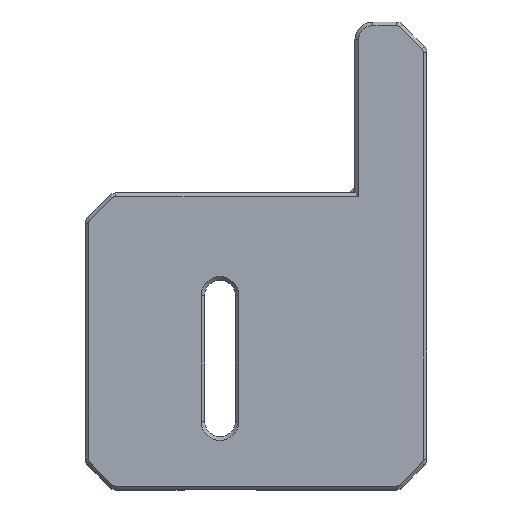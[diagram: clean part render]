
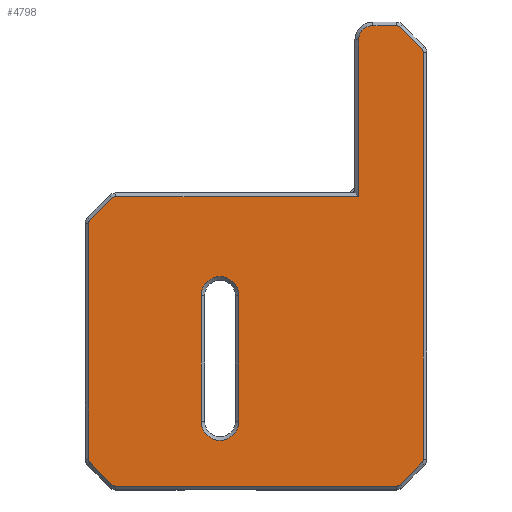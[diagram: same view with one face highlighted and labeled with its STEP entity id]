
A CAD part, top view. The second image highlights one B-rep face of the part: STEP entity #4798.
In plain terms, the highlighted planar face has unit normal (0, 0, 1).
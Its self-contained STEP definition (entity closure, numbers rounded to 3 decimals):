
#39=FACE_BOUND('',#823,.T.);
#326=CIRCLE('',#5235,2.1);
#328=CIRCLE('',#5239,2.1);
#329=CIRCLE('',#5242,0.6);
#330=CIRCLE('',#5243,0.6);
#331=CIRCLE('',#5244,0.6);
#332=CIRCLE('',#5245,0.6);
#333=CIRCLE('',#5246,0.6);
#334=CIRCLE('',#5247,0.6);
#335=CIRCLE('',#5248,0.6);
#336=CIRCLE('',#5249,0.6);
#337=CIRCLE('',#5250,1.6);
#544=FACE_OUTER_BOUND('',#822,.T.);
#822=EDGE_LOOP('',(#3944,#3945,#3946,#3947,#3948,#3949,#3950,#3951,#3952,
#3953,#3954,#3955,#3956,#3957,#3958,#3959,#3960,#3961,#3962));
#823=EDGE_LOOP('',(#3963,#3964,#3965,#3966));
#1314=LINE('',#8204,#1787);
#1318=LINE('',#8215,#1791);
#1321=LINE('',#8224,#1794);
#1322=LINE('',#8226,#1795);
#1323=LINE('',#8230,#1796);
#1324=LINE('',#8234,#1797);
#1325=LINE('',#8238,#1798);
#1326=LINE('',#8242,#1799);
#1327=LINE('',#8246,#1800);
#1328=LINE('',#8250,#1801);
#1329=LINE('',#8254,#1802);
#1330=LINE('',#8258,#1803);
#1787=VECTOR('',#6393,10.);
#1791=VECTOR('',#6405,10.);
#1794=VECTOR('',#6416,10.);
#1795=VECTOR('',#6417,10.);
#1796=VECTOR('',#6420,10.);
#1797=VECTOR('',#6423,10.);
#1798=VECTOR('',#6426,10.);
#1799=VECTOR('',#6429,10.);
#1800=VECTOR('',#6432,10.);
#1801=VECTOR('',#6435,10.);
#1802=VECTOR('',#6438,10.);
#1803=VECTOR('',#6441,10.);
#2271=VERTEX_POINT('',#8201);
#2272=VERTEX_POINT('',#8203);
#2274=VERTEX_POINT('',#8208);
#2275=VERTEX_POINT('',#8213);
#2276=VERTEX_POINT('',#8222);
#2277=VERTEX_POINT('',#8223);
#2278=VERTEX_POINT('',#8225);
#2279=VERTEX_POINT('',#8227);
#2280=VERTEX_POINT('',#8229);
#2281=VERTEX_POINT('',#8231);
#2282=VERTEX_POINT('',#8233);
#2283=VERTEX_POINT('',#8235);
#2284=VERTEX_POINT('',#8237);
#2285=VERTEX_POINT('',#8239);
#2286=VERTEX_POINT('',#8241);
#2287=VERTEX_POINT('',#8243);
#2288=VERTEX_POINT('',#8245);
#2289=VERTEX_POINT('',#8247);
#2290=VERTEX_POINT('',#8249);
#2291=VERTEX_POINT('',#8251);
#2292=VERTEX_POINT('',#8253);
#2293=VERTEX_POINT('',#8255);
#2294=VERTEX_POINT('',#8257);
#2884=EDGE_CURVE('',#2271,#2272,#1314,.T.);
#2887=EDGE_CURVE('',#2274,#2271,#326,.T.);
#2890=EDGE_CURVE('',#2275,#2274,#1318,.T.);
#2892=EDGE_CURVE('',#2272,#2275,#328,.T.);
#2894=EDGE_CURVE('',#2276,#2277,#1321,.T.);
#2895=EDGE_CURVE('',#2278,#2276,#1322,.T.);
#2896=EDGE_CURVE('',#2279,#2278,#329,.T.);
#2897=EDGE_CURVE('',#2280,#2279,#1323,.T.);
#2898=EDGE_CURVE('',#2281,#2280,#330,.T.);
#2899=EDGE_CURVE('',#2282,#2281,#1324,.T.);
#2900=EDGE_CURVE('',#2283,#2282,#331,.T.);
#2901=EDGE_CURVE('',#2284,#2283,#1325,.T.);
#2902=EDGE_CURVE('',#2285,#2284,#332,.T.);
#2903=EDGE_CURVE('',#2286,#2285,#1326,.T.);
#2904=EDGE_CURVE('',#2287,#2286,#333,.T.);
#2905=EDGE_CURVE('',#2288,#2287,#1327,.T.);
#2906=EDGE_CURVE('',#2289,#2288,#334,.T.);
#2907=EDGE_CURVE('',#2290,#2289,#1328,.T.);
#2908=EDGE_CURVE('',#2291,#2290,#335,.T.);
#2909=EDGE_CURVE('',#2292,#2291,#1329,.T.);
#2910=EDGE_CURVE('',#2293,#2292,#336,.T.);
#2911=EDGE_CURVE('',#2294,#2293,#1330,.T.);
#2912=EDGE_CURVE('',#2277,#2294,#337,.T.);
#3944=ORIENTED_EDGE('',*,*,#2894,.F.);
#3945=ORIENTED_EDGE('',*,*,#2895,.F.);
#3946=ORIENTED_EDGE('',*,*,#2896,.F.);
#3947=ORIENTED_EDGE('',*,*,#2897,.F.);
#3948=ORIENTED_EDGE('',*,*,#2898,.F.);
#3949=ORIENTED_EDGE('',*,*,#2899,.F.);
#3950=ORIENTED_EDGE('',*,*,#2900,.F.);
#3951=ORIENTED_EDGE('',*,*,#2901,.F.);
#3952=ORIENTED_EDGE('',*,*,#2902,.F.);
#3953=ORIENTED_EDGE('',*,*,#2903,.F.);
#3954=ORIENTED_EDGE('',*,*,#2904,.F.);
#3955=ORIENTED_EDGE('',*,*,#2905,.F.);
#3956=ORIENTED_EDGE('',*,*,#2906,.F.);
#3957=ORIENTED_EDGE('',*,*,#2907,.F.);
#3958=ORIENTED_EDGE('',*,*,#2908,.F.);
#3959=ORIENTED_EDGE('',*,*,#2909,.F.);
#3960=ORIENTED_EDGE('',*,*,#2910,.F.);
#3961=ORIENTED_EDGE('',*,*,#2911,.F.);
#3962=ORIENTED_EDGE('',*,*,#2912,.F.);
#3963=ORIENTED_EDGE('',*,*,#2884,.F.);
#3964=ORIENTED_EDGE('',*,*,#2887,.F.);
#3965=ORIENTED_EDGE('',*,*,#2890,.F.);
#3966=ORIENTED_EDGE('',*,*,#2892,.F.);
#4617=PLANE('',#5241);
#4798=ADVANCED_FACE('',(#544,#39),#4617,.T.);
#5235=AXIS2_PLACEMENT_3D('',#8210,#6398,#6399);
#5239=AXIS2_PLACEMENT_3D('',#8218,#6409,#6410);
#5241=AXIS2_PLACEMENT_3D('',#8221,#6414,#6415);
#5242=AXIS2_PLACEMENT_3D('',#8228,#6418,#6419);
#5243=AXIS2_PLACEMENT_3D('',#8232,#6421,#6422);
#5244=AXIS2_PLACEMENT_3D('',#8236,#6424,#6425);
#5245=AXIS2_PLACEMENT_3D('',#8240,#6427,#6428);
#5246=AXIS2_PLACEMENT_3D('',#8244,#6430,#6431);
#5247=AXIS2_PLACEMENT_3D('',#8248,#6433,#6434);
#5248=AXIS2_PLACEMENT_3D('',#8252,#6436,#6437);
#5249=AXIS2_PLACEMENT_3D('',#8256,#6439,#6440);
#5250=AXIS2_PLACEMENT_3D('',#8259,#6442,#6443);
#6393=DIRECTION('',(0.,1.,0.));
#6398=DIRECTION('center_axis',(0.,0.,1.));
#6399=DIRECTION('ref_axis',(1.,0.,0.));
#6405=DIRECTION('',(0.,-1.,0.));
#6409=DIRECTION('center_axis',(0.,0.,1.));
#6410=DIRECTION('ref_axis',(1.,0.,0.));
#6414=DIRECTION('center_axis',(0.,0.,1.));
#6415=DIRECTION('ref_axis',(1.,0.,0.));
#6416=DIRECTION('',(0.,1.,0.));
#6417=DIRECTION('',(1.,0.,0.));
#6418=DIRECTION('center_axis',(0.,0.,-1.));
#6419=DIRECTION('ref_axis',(-0.383,0.924,0.));
#6420=DIRECTION('',(0.707,0.707,0.));
#6421=DIRECTION('center_axis',(0.,0.,-1.));
#6422=DIRECTION('ref_axis',(-0.924,0.383,0.));
#6423=DIRECTION('',(0.,1.,0.));
#6424=DIRECTION('center_axis',(0.,0.,-1.));
#6425=DIRECTION('ref_axis',(-0.924,-0.383,0.));
#6426=DIRECTION('',(-0.707,0.707,0.));
#6427=DIRECTION('center_axis',(0.,0.,-1.));
#6428=DIRECTION('ref_axis',(-0.383,-0.924,0.));
#6429=DIRECTION('',(-1.,0.,0.));
#6430=DIRECTION('center_axis',(0.,0.,-1.));
#6431=DIRECTION('ref_axis',(0.383,-0.924,0.));
#6432=DIRECTION('',(-0.707,-0.707,0.));
#6433=DIRECTION('center_axis',(0.,0.,-1.));
#6434=DIRECTION('ref_axis',(0.924,-0.383,0.));
#6435=DIRECTION('',(0.,-1.,0.));
#6436=DIRECTION('center_axis',(0.,0.,-1.));
#6437=DIRECTION('ref_axis',(0.924,0.383,0.));
#6438=DIRECTION('',(0.707,-0.707,0.));
#6439=DIRECTION('center_axis',(0.,0.,-1.));
#6440=DIRECTION('ref_axis',(0.383,0.924,0.));
#6441=DIRECTION('',(1.,0.,0.));
#6442=DIRECTION('center_axis',(0.,0.,-1.));
#6443=DIRECTION('ref_axis',(-0.707,0.707,0.));
#8201=CARTESIAN_POINT('',(2.1,-8.9,13.));
#8203=CARTESIAN_POINT('',(2.1,5.1,13.));
#8204=CARTESIAN_POINT('',(2.1,2.55,13.));
#8208=CARTESIAN_POINT('',(-2.1,-8.9,13.));
#8210=CARTESIAN_POINT('Origin',(0.,-8.9,13.));
#8213=CARTESIAN_POINT('',(-2.1,5.1,13.));
#8215=CARTESIAN_POINT('',(-2.1,-4.45,13.));
#8218=CARTESIAN_POINT('Origin',(0.,5.1,13.));
#8221=CARTESIAN_POINT('Origin',(0.,0.,
13.));
#8222=CARTESIAN_POINT('',(15.4,16.1,13.));
#8223=CARTESIAN_POINT('',(15.4,33.5,13.));
#8224=CARTESIAN_POINT('',(15.4,-8.25,13.));
#8225=CARTESIAN_POINT('',(-11.586,16.1,13.));
#8226=CARTESIAN_POINT('',(7.5,16.1,13.));
#8227=CARTESIAN_POINT('',(-12.01,15.924,13.));
#8228=CARTESIAN_POINT('Origin',(-11.586,15.5,13.));
#8229=CARTESIAN_POINT('',(-14.424,13.51,13.));
#8230=CARTESIAN_POINT('',(-13.592,14.342,13.));
#8231=CARTESIAN_POINT('',(-14.6,13.086,13.));
#8232=CARTESIAN_POINT('Origin',(-14.,13.086,13.));
#8233=CARTESIAN_POINT('',(-14.6,-13.086,13.));
#8234=CARTESIAN_POINT('',(-14.6,8.25,13.));
#8235=CARTESIAN_POINT('',(-14.424,-13.51,13.));
#8236=CARTESIAN_POINT('Origin',(-14.,-13.086,13.));
#8237=CARTESIAN_POINT('',(-12.01,-15.924,13.));
#8238=CARTESIAN_POINT('',(-13.592,-14.342,13.));
#8239=CARTESIAN_POINT('',(-11.586,-16.1,13.));
#8240=CARTESIAN_POINT('Origin',(-11.586,-15.5,13.));
#8241=CARTESIAN_POINT('',(19.586,-16.1,13.));
#8242=CARTESIAN_POINT('',(-7.5,-16.1,13.));
#8243=CARTESIAN_POINT('',(20.01,-15.924,13.));
#8244=CARTESIAN_POINT('Origin',(19.586,-15.5,13.));
#8245=CARTESIAN_POINT('',(22.424,-13.51,13.));
#8246=CARTESIAN_POINT('',(19.592,-16.342,13.));
#8247=CARTESIAN_POINT('',(22.6,-13.086,13.));
#8248=CARTESIAN_POINT('Origin',(22.,-13.086,13.));
#8249=CARTESIAN_POINT('',(22.6,32.086,13.));
#8250=CARTESIAN_POINT('',(22.6,-8.25,13.));
#8251=CARTESIAN_POINT('',(22.424,32.51,13.));
#8252=CARTESIAN_POINT('Origin',(22.,32.086,13.));
#8253=CARTESIAN_POINT('',(20.01,34.924,13.));
#8254=CARTESIAN_POINT('',(24.342,30.592,13.));
#8255=CARTESIAN_POINT('',(19.586,35.1,13.));
#8256=CARTESIAN_POINT('Origin',(19.586,34.5,13.));
#8257=CARTESIAN_POINT('',(17.,35.1,13.));
#8258=CARTESIAN_POINT('',(9.5,35.1,13.));
#8259=CARTESIAN_POINT('Origin',(17.,33.5,13.));
